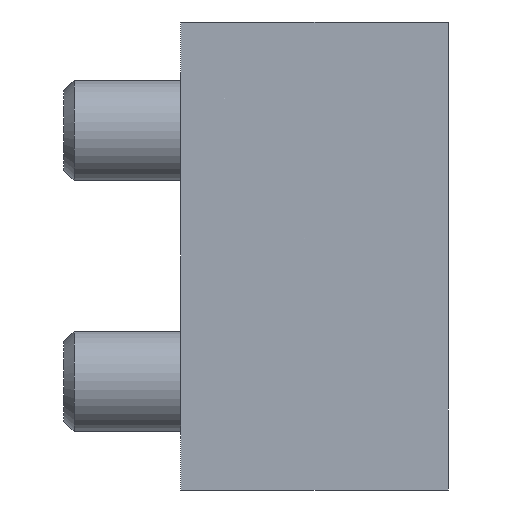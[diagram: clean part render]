
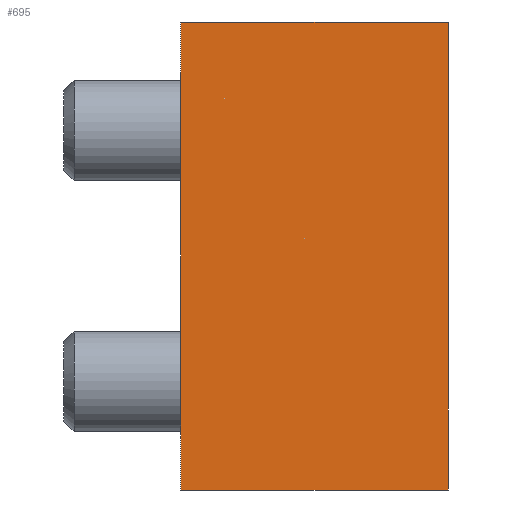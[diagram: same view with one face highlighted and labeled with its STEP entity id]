
A CAD part, front view. The second image highlights one B-rep face of the part: STEP entity #695.
In plain terms, the highlighted face is planar.
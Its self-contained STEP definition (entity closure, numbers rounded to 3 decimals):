
#128=ORIENTED_EDGE('',*,*,#298,.T.);
#129=ORIENTED_EDGE('',*,*,#283,.F.);
#130=ORIENTED_EDGE('',*,*,#299,.F.);
#131=ORIENTED_EDGE('',*,*,#289,.T.);
#283=EDGE_CURVE('',#369,#370,#430,.T.);
#289=EDGE_CURVE('',#376,#375,#436,.T.);
#298=EDGE_CURVE('',#375,#370,#443,.T.);
#299=EDGE_CURVE('',#376,#369,#444,.T.);
#369=VERTEX_POINT('',#1099);
#370=VERTEX_POINT('',#1101);
#375=VERTEX_POINT('',#1112);
#376=VERTEX_POINT('',#1114);
#430=LINE('',#1100,#468);
#436=LINE('',#1113,#474);
#443=LINE('',#1130,#481);
#444=LINE('',#1131,#482);
#468=VECTOR('',#869,1000.);
#474=VECTOR('',#877,1000.);
#481=VECTOR('',#892,1000.);
#482=VECTOR('',#893,1000.);
#506=EDGE_LOOP('',(#128,#129,#130,#131));
#588=FACE_BOUND('',#506,.T.);
#670=PLANE('',#772);
#695=ADVANCED_FACE('',(#588),#670,.F.);
#772=AXIS2_PLACEMENT_3D('',#1129,#890,#891);
#869=DIRECTION('',(0.,0.,-1.));
#877=DIRECTION('',(0.,0.,-1.));
#890=DIRECTION('',(0.,-1.,0.));
#891=DIRECTION('',(0.,0.,-1.));
#892=DIRECTION('',(-1.,0.,0.));
#893=DIRECTION('',(-1.,0.,0.));
#1099=CARTESIAN_POINT('',(-7.,45.,8.));
#1100=CARTESIAN_POINT('',(-7.,45.,8.));
#1101=CARTESIAN_POINT('',(-7.,45.,0.));
#1112=CARTESIAN_POINT('',(7.,45.,0.));
#1113=CARTESIAN_POINT('',(7.,45.,8.));
#1114=CARTESIAN_POINT('',(7.,45.,8.));
#1129=CARTESIAN_POINT('',(7.,45.,8.));
#1130=CARTESIAN_POINT('',(7.,45.,0.));
#1131=CARTESIAN_POINT('',(7.,45.,8.));
